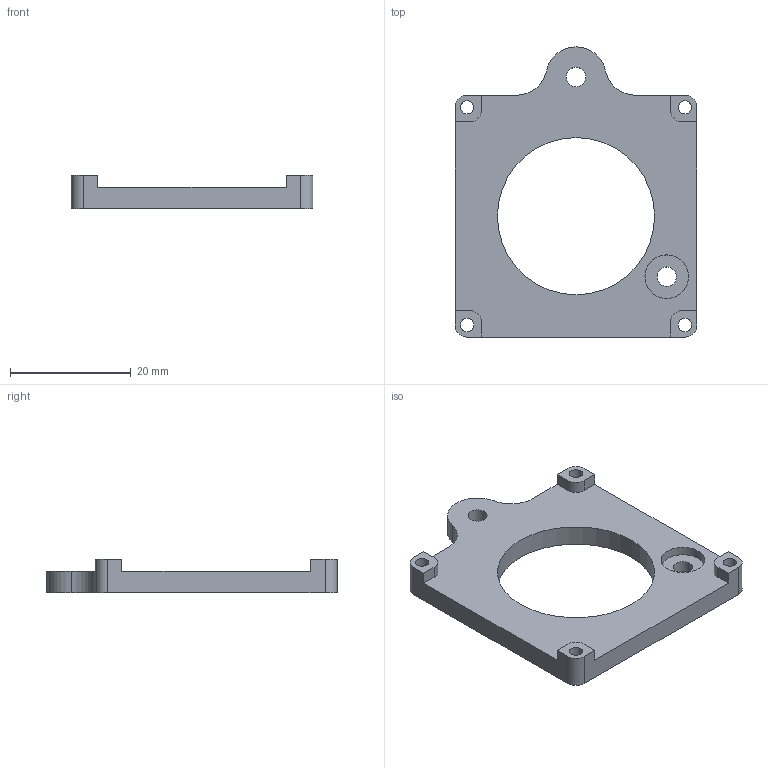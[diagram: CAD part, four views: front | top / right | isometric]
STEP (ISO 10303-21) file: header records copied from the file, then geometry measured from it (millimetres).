
FILE_DESCRIPTION(('FreeCAD Model'),'2;1');
FILE_NAME('Open CASCADE Shape Model','2021-12-23T23:12:29',('Author'),( ''),'Open CASCADE STEP processor 7.5','FreeCAD','Unknown');
FILE_SCHEMA(('AUTOMOTIVE_DESIGN { 1 0 10303 214 1 1 1 1 }'));
Length unit declared in the file: millimetre
Products named in the file (1): blower.holder
Bounding box: 40 x 48 x 5.5 mm (x, y, z)
Volume: 3956.3 mm3; surface area: 3454.9 mm2
Topology: 1 solids, 1 shells, 39 faces, 108 edges, 72 vertices
Faces by surface type: plane 20, cylinder 19
Full cylindrical faces by diameter (mm): 2.2 x4, 3.2 x2, 7.2 x1, 26 x1
Entity records: 2756 total; most frequent: CARTESIAN_POINT 520, DIRECTION 428, LINE 248, VECTOR 248, ORIENTED_EDGE 216, PCURVE 216, DEFINITIONAL_REPRESENTATION 216, EDGE_CURVE 108
